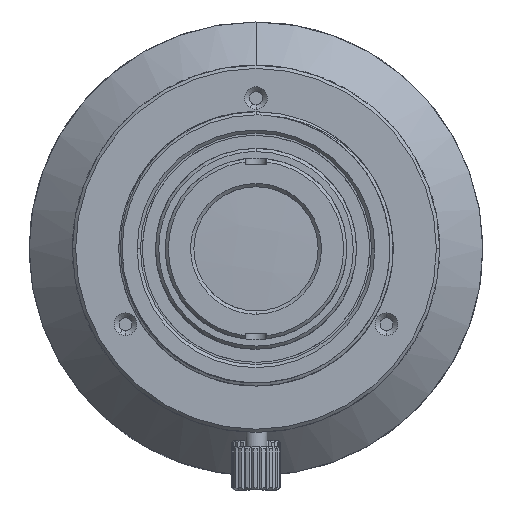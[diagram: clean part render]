
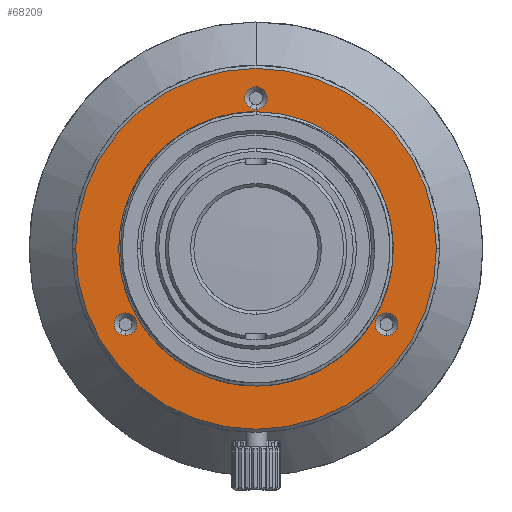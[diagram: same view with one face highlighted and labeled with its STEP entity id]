
A CAD part, front view. The second image highlights one B-rep face of the part: STEP entity #68209.
In plain terms, the highlighted planar face has unit normal (0, -1, 0).
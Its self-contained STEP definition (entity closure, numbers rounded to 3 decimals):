
#2870 = EDGE_LOOP ( 'NONE', ( #68626, #47703 ) ) ;
#3659 = DIRECTION ( 'NONE',  ( 0., 1., 0. ) ) ;
#4103 = FACE_OUTER_BOUND ( 'NONE', #33783, .T. ) ;
#4552 = CARTESIAN_POINT ( 'NONE',  ( -12.081, -9.959, -8.025 ) ) ;
#5034 = CARTESIAN_POINT ( 'NONE',  ( 0., -9.959, 0. ) ) ;
#7031 = CIRCLE ( 'NONE', #71788, 16.7 ) ;
#7967 = CARTESIAN_POINT ( 'NONE',  ( -12.081, -9.959, -6.975 ) ) ;
#11282 = CIRCLE ( 'NONE', #45855, 1.05 ) ;
#11642 = DIRECTION ( 'NONE',  ( 0., 0., 1. ) ) ;
#12170 = DIRECTION ( 'NONE',  ( 0., 0., -1. ) ) ;
#12557 = EDGE_LOOP ( 'NONE', ( #63351, #41549 ) ) ;
#12565 = FACE_BOUND ( 'NONE', #12557, .T. ) ;
#12651 = ORIENTED_EDGE ( 'NONE', *, *, #27875, .T. ) ;
#13087 = CARTESIAN_POINT ( 'NONE',  ( 12.081, -9.959, -8.025 ) ) ;
#13172 = EDGE_CURVE ( 'NONE', #29202, #57750, #57528, .T. ) ;
#13260 = CARTESIAN_POINT ( 'NONE',  ( -12.081, -9.959, -6.975 ) ) ;
#13670 = VERTEX_POINT ( 'NONE', #13087 ) ;
#13713 = DIRECTION ( 'NONE',  ( 0., 1., 0. ) ) ;
#17231 = CARTESIAN_POINT ( 'NONE',  ( 0., -9.959, 13.95 ) ) ;
#18232 = FACE_BOUND ( 'NONE', #2870, .T. ) ;
#23390 = DIRECTION ( 'NONE',  ( 0., 1., 0. ) ) ;
#25390 = DIRECTION ( 'NONE',  ( 0., -1., 0. ) ) ;
#25786 = DIRECTION ( 'NONE',  ( 0., 1., 0. ) ) ;
#26014 = EDGE_CURVE ( 'NONE', #28318, #35916, #62114, .T. ) ;
#27455 = AXIS2_PLACEMENT_3D ( 'NONE', #76764, #25390, #12170 ) ;
#27758 = EDGE_CURVE ( 'NONE', #33977, #13670, #87691, .T. ) ;
#27875 = EDGE_CURVE ( 'NONE', #35916, #28318, #66603, .T. ) ;
#27918 = AXIS2_PLACEMENT_3D ( 'NONE', #29027, #93138, #80871 ) ;
#28133 = VERTEX_POINT ( 'NONE', #81602 ) ;
#28318 = VERTEX_POINT ( 'NONE', #48112 ) ;
#28645 = ORIENTED_EDGE ( 'NONE', *, *, #70274, .T. ) ;
#29027 = CARTESIAN_POINT ( 'NONE',  ( 0., -9.959, 0. ) ) ;
#29202 = VERTEX_POINT ( 'NONE', #31054 ) ;
#31054 = CARTESIAN_POINT ( 'NONE',  ( 0., -9.959, 12.2 ) ) ;
#31847 = DIRECTION ( 'NONE',  ( 0., 0., -1. ) ) ;
#33348 = EDGE_CURVE ( 'NONE', #53623, #39675, #42468, .T. ) ;
#33656 = EDGE_LOOP ( 'NONE', ( #28645, #91169 ) ) ;
#33783 = EDGE_LOOP ( 'NONE', ( #92777, #76403 ) ) ;
#33977 = VERTEX_POINT ( 'NONE', #77227 ) ;
#35916 = VERTEX_POINT ( 'NONE', #64806 ) ;
#36465 = AXIS2_PLACEMENT_3D ( 'NONE', #17231, #23390, #31847 ) ;
#37075 = AXIS2_PLACEMENT_3D ( 'NONE', #82026, #68340, #37742 ) ;
#37670 = DIRECTION ( 'NONE',  ( 0., 0., -1. ) ) ;
#37742 = DIRECTION ( 'NONE',  ( -1., 0., 0. ) ) ;
#39675 = VERTEX_POINT ( 'NONE', #4552 ) ;
#39928 = FACE_BOUND ( 'NONE', #93245, .T. ) ;
#41549 = ORIENTED_EDGE ( 'NONE', *, *, #27758, .T. ) ;
#42468 = CIRCLE ( 'NONE', #56009, 1.05 ) ;
#44623 = EDGE_CURVE ( 'NONE', #13670, #33977, #11282, .T. ) ;
#45855 = AXIS2_PLACEMENT_3D ( 'NONE', #61648, #3659, #62571 ) ;
#47040 = AXIS2_PLACEMENT_3D ( 'NONE', #65133, #85903, #58064 ) ;
#47703 = ORIENTED_EDGE ( 'NONE', *, *, #13172, .F. ) ;
#48013 = CARTESIAN_POINT ( 'NONE',  ( -12.081, -9.959, -5.925 ) ) ;
#48112 = CARTESIAN_POINT ( 'NONE',  ( 0., -9.959, 15. ) ) ;
#53623 = VERTEX_POINT ( 'NONE', #48013 ) ;
#56009 = AXIS2_PLACEMENT_3D ( 'NONE', #7967, #74421, #37670 ) ;
#56567 = CARTESIAN_POINT ( 'NONE',  ( 0., -9.959, -12.2 ) ) ;
#56621 = DIRECTION ( 'NONE',  ( 0., 0., -1. ) ) ;
#57177 = VERTEX_POINT ( 'NONE', #73161 ) ;
#57528 = CIRCLE ( 'NONE', #27455, 12.2 ) ;
#57750 = VERTEX_POINT ( 'NONE', #56567 ) ;
#58064 = DIRECTION ( 'NONE',  ( 0., 0., -1. ) ) ;
#58998 = DIRECTION ( 'NONE',  ( 0., 0., -1. ) ) ;
#59458 = CARTESIAN_POINT ( 'NONE',  ( 0., -9.959, 13.95 ) ) ;
#61648 = CARTESIAN_POINT ( 'NONE',  ( 12.081, -9.959, -6.975 ) ) ;
#62114 = CIRCLE ( 'NONE', #36465, 1.05 ) ;
#62571 = DIRECTION ( 'NONE',  ( 0., 0., -1. ) ) ;
#63351 = ORIENTED_EDGE ( 'NONE', *, *, #44623, .T. ) ;
#64806 = CARTESIAN_POINT ( 'NONE',  ( 0., -9.959, 12.9 ) ) ;
#65133 = CARTESIAN_POINT ( 'NONE',  ( 12.081, -9.959, -6.975 ) ) ;
#66526 = DIRECTION ( 'NONE',  ( 0., 1., 0. ) ) ;
#66603 = CIRCLE ( 'NONE', #90794, 1.05 ) ;
#67619 = AXIS2_PLACEMENT_3D ( 'NONE', #13260, #13713, #56621 ) ;
#68209 = ADVANCED_FACE ( 'NONE', ( #18232, #12565, #39928, #68673, #4103 ), #91766, .F. ) ;
#68340 = DIRECTION ( 'NONE',  ( 0., 1., 0. ) ) ;
#68626 = ORIENTED_EDGE ( 'NONE', *, *, #79176, .F. ) ;
#68673 = FACE_BOUND ( 'NONE', #33656, .T. ) ;
#70274 = EDGE_CURVE ( 'NONE', #39675, #53623, #79674, .T. ) ;
#70773 = CARTESIAN_POINT ( 'NONE',  ( 0., -9.959, 0. ) ) ;
#71788 = AXIS2_PLACEMENT_3D ( 'NONE', #70773, #79236, #80172 ) ;
#73161 = CARTESIAN_POINT ( 'NONE',  ( -16.7, -9.959, 0. ) ) ;
#74421 = DIRECTION ( 'NONE',  ( 0., 1., 0. ) ) ;
#75465 = ORIENTED_EDGE ( 'NONE', *, *, #26014, .T. ) ;
#76403 = ORIENTED_EDGE ( 'NONE', *, *, #82125, .F. ) ;
#76764 = CARTESIAN_POINT ( 'NONE',  ( 0., -9.959, 0. ) ) ;
#77227 = CARTESIAN_POINT ( 'NONE',  ( 12.081, -9.959, -5.925 ) ) ;
#79176 = EDGE_CURVE ( 'NONE', #57750, #29202, #91196, .T. ) ;
#79236 = DIRECTION ( 'NONE',  ( 0., 1., 0. ) ) ;
#79674 = CIRCLE ( 'NONE', #67619, 1.05 ) ;
#80172 = DIRECTION ( 'NONE',  ( -1., 0., 0. ) ) ;
#80871 = DIRECTION ( 'NONE',  ( 0., 0., -1. ) ) ;
#81602 = CARTESIAN_POINT ( 'NONE',  ( 16.7, -9.959, 0. ) ) ;
#82026 = CARTESIAN_POINT ( 'NONE',  ( 0., -9.959, 0. ) ) ;
#82125 = EDGE_CURVE ( 'NONE', #28133, #57177, #91258, .T. ) ;
#85250 = EDGE_CURVE ( 'NONE', #57177, #28133, #7031, .T. ) ;
#85903 = DIRECTION ( 'NONE',  ( 0., 1., 0. ) ) ;
#87133 = AXIS2_PLACEMENT_3D ( 'NONE', #5034, #25786, #11642 ) ;
#87691 = CIRCLE ( 'NONE', #47040, 1.05 ) ;
#90794 = AXIS2_PLACEMENT_3D ( 'NONE', #59458, #66526, #58998 ) ;
#91169 = ORIENTED_EDGE ( 'NONE', *, *, #33348, .T. ) ;
#91196 = CIRCLE ( 'NONE', #27918, 12.2 ) ;
#91258 = CIRCLE ( 'NONE', #37075, 16.7 ) ;
#91766 = PLANE ( 'NONE',  #87133 ) ;
#92777 = ORIENTED_EDGE ( 'NONE', *, *, #85250, .F. ) ;
#93138 = DIRECTION ( 'NONE',  ( 0., -1., 0. ) ) ;
#93245 = EDGE_LOOP ( 'NONE', ( #12651, #75465 ) ) ;
